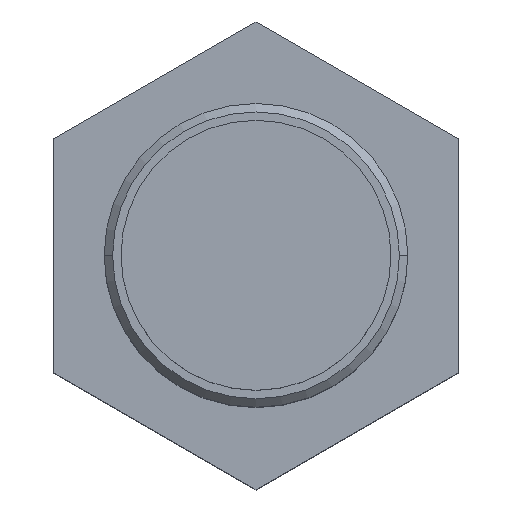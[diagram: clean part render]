
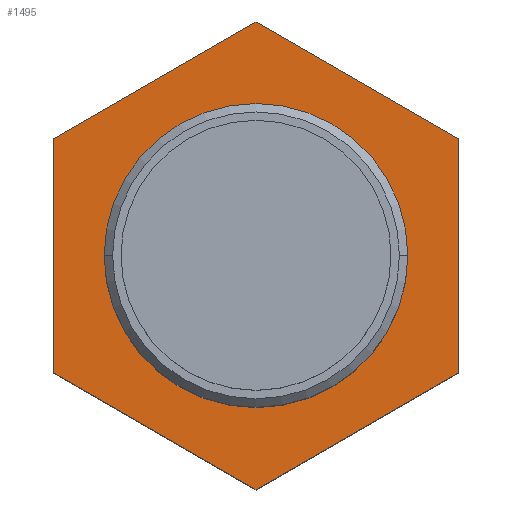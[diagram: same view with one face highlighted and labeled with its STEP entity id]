
A CAD part, top view. The second image highlights one B-rep face of the part: STEP entity #1495.
In plain terms, the highlighted planar face has unit normal (0, 0, 1).
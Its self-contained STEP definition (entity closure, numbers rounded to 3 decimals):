
#285=CARTESIAN_POINT('',(0.,0.,-16.));
#286=DIRECTION('',(0.,0.,1.));
#287=DIRECTION('',(-1.,0.,0.));
#288=AXIS2_PLACEMENT_3D('',#285,#286,#287);
#480=CARTESIAN_POINT('',(0.,0.,-16.));
#481=DIRECTION('',(0.,0.,1.));
#482=DIRECTION('',(1.,0.,0.));
#483=AXIS2_PLACEMENT_3D('',#480,#481,#482);
#594=DIRECTION('',(0.866,0.5,0.));
#595=VECTOR('',#594,13.856);
#596=CARTESIAN_POINT('',(0.,-13.856,-16.));
#597=LINE('',#596,#595);
#601=DIRECTION('',(0.866,-0.5,0.));
#602=VECTOR('',#601,13.856);
#603=CARTESIAN_POINT('',(-12.,-6.928,-16.));
#604=LINE('',#603,#602);
#608=DIRECTION('',(0.,-1.,0.));
#609=VECTOR('',#608,13.856);
#610=CARTESIAN_POINT('',(-12.,6.928,-16.));
#611=LINE('',#610,#609);
#615=DIRECTION('',(-0.866,-0.5,0.));
#616=VECTOR('',#615,13.856);
#617=CARTESIAN_POINT('',(0.,13.856,-16.));
#618=LINE('',#617,#616);
#622=DIRECTION('',(-0.866,0.5,0.));
#623=VECTOR('',#622,13.856);
#624=CARTESIAN_POINT('',(12.,6.928,-16.));
#625=LINE('',#624,#623);
#629=DIRECTION('',(0.,1.,0.));
#630=VECTOR('',#629,13.856);
#631=CARTESIAN_POINT('',(12.,-6.928,-16.));
#632=LINE('',#631,#630);
#812=CARTESIAN_POINT('',(0.,-13.856,-16.));
#813=CARTESIAN_POINT('',(12.,-6.928,-16.));
#814=VERTEX_POINT('',#812);
#815=VERTEX_POINT('',#813);
#816=CARTESIAN_POINT('',(12.,6.928,-16.));
#817=VERTEX_POINT('',#816);
#818=CARTESIAN_POINT('',(0.,13.856,-16.));
#819=VERTEX_POINT('',#818);
#820=CARTESIAN_POINT('',(-12.,6.928,-16.));
#821=VERTEX_POINT('',#820);
#822=CARTESIAN_POINT('',(-12.,-6.928,-16.));
#823=VERTEX_POINT('',#822);
#828=CARTESIAN_POINT('',(9.,0.,-16.));
#829=CARTESIAN_POINT('',(-9.,0.,-16.));
#830=VERTEX_POINT('',#828);
#831=VERTEX_POINT('',#829);
#1478=CARTESIAN_POINT('',(0.,0.,-16.));
#1479=DIRECTION('',(0.,0.,1.));
#1480=DIRECTION('',(1.,0.,0.));
#1481=AXIS2_PLACEMENT_3D('',#1478,#1479,#1480);
#1482=PLANE('',#1481);
#1483=ORIENTED_EDGE('',*,*,#1402,.F.);
#1484=ORIENTED_EDGE('',*,*,#1417,.F.);
#1485=ORIENTED_EDGE('',*,*,#1431,.F.);
#1486=ORIENTED_EDGE('',*,*,#1445,.F.);
#1487=ORIENTED_EDGE('',*,*,#1459,.F.);
#1488=ORIENTED_EDGE('',*,*,#1472,.F.);
#1489=EDGE_LOOP('',(#1483,#1484,#1485,#1486,#1487,#1488));
#1490=FACE_OUTER_BOUND('',#1489,.F.);
#1491=ORIENTED_EDGE('',*,*,#1349,.T.);
#1492=ORIENTED_EDGE('',*,*,#1179,.T.);
#1493=EDGE_LOOP('',(#1491,#1492));
#1494=FACE_BOUND('',#1493,.F.);
#1495=ADVANCED_FACE('',(#1490,#1494),#1482,.T.);
#289=CIRCLE('',#288,9.);
#484=CIRCLE('',#483,9.);
#1179=EDGE_CURVE('',#831,#830,#289,.T.);
#1349=EDGE_CURVE('',#830,#831,#484,.T.);
#1402=EDGE_CURVE('',#814,#815,#597,.T.);
#1417=EDGE_CURVE('',#823,#814,#604,.T.);
#1431=EDGE_CURVE('',#821,#823,#611,.T.);
#1445=EDGE_CURVE('',#819,#821,#618,.T.);
#1459=EDGE_CURVE('',#817,#819,#625,.T.);
#1472=EDGE_CURVE('',#815,#817,#632,.T.);
